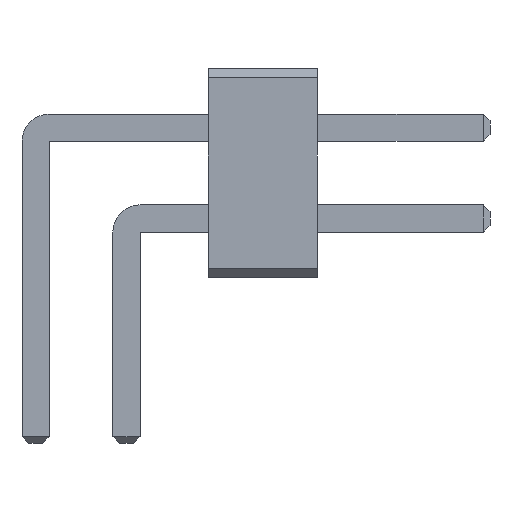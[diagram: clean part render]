
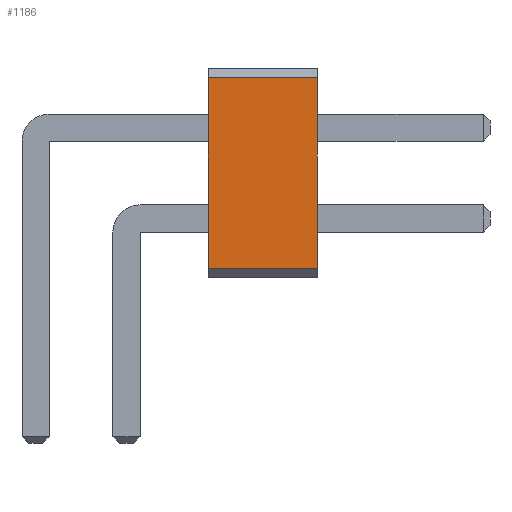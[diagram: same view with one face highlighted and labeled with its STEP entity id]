
A CAD part, front view. The second image highlights one B-rep face of the part: STEP entity #1186.
In plain terms, the highlighted planar face has unit normal (0, -1, 0).
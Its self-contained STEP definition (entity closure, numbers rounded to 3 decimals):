
#13=DIRECTION('',(0.,0.,1.));
#27=VECTOR('',#28,1.);
#28=DIRECTION('',(1.,0.,0.));
#57=DIRECTION('',(0.,-1.,0.));
#1173=VERTEX_POINT('',#1174);
#1174=CARTESIAN_POINT('',(3.1,-19.5,0.1));
#1177=EDGE_CURVE('',#1178,#1173,#1180,.T.);
#1178=VERTEX_POINT('',#1179);
#1179=CARTESIAN_POINT('',(1.9,-19.5,0.1));
#1180=LINE('',#1179,#27);
#1186=ADVANCED_FACE('',(#1187),#1204,.T.);
#1187=FACE_BOUND('',#1188,.T.);
#1188=EDGE_LOOP('',(#1189,#1190,#1196,#1201));
#1189=ORIENTED_EDGE('',*,*,#1177,.T.);
#1190=ORIENTED_EDGE('',*,*,#1191,.T.);
#1191=EDGE_CURVE('',#1173,#1192,#1194,.T.);
#1192=VERTEX_POINT('',#1193);
#1193=CARTESIAN_POINT('',(3.1,-19.5,2.2));
#1194=LINE('',#1174,#1195);
#1195=VECTOR('',#13,1.);
#1196=ORIENTED_EDGE('',*,*,#1197,.F.);
#1197=EDGE_CURVE('',#1198,#1192,#1200,.T.);
#1198=VERTEX_POINT('',#1199);
#1199=CARTESIAN_POINT('',(1.9,-19.5,2.2));
#1200=LINE('',#1199,#27);
#1201=ORIENTED_EDGE('',*,*,#1202,.F.);
#1202=EDGE_CURVE('',#1178,#1198,#1203,.T.);
#1203=LINE('',#1179,#1195);
#1204=PLANE('',#1205);
#1205=AXIS2_PLACEMENT_3D('',#1179,#57,#13);
